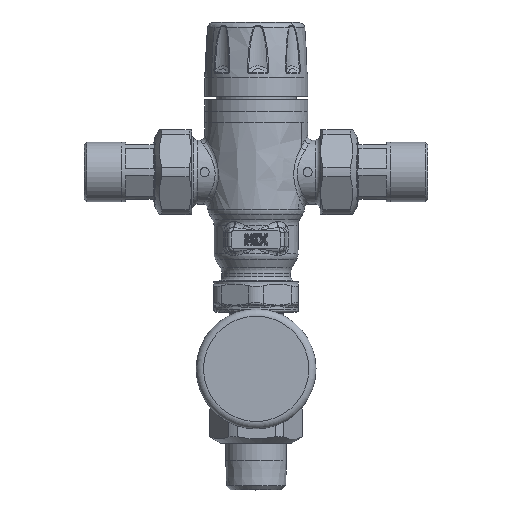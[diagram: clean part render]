
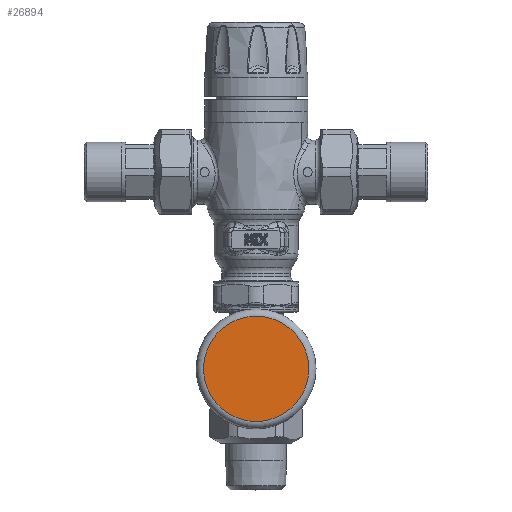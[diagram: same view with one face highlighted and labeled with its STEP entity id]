
A CAD part, top view. The second image highlights one B-rep face of the part: STEP entity #26894.
In plain terms, the highlighted planar face has unit normal (0, 0, 1).
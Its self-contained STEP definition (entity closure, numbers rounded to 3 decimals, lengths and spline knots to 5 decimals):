
#1697=PLANE('',#29988);
#3427=FACE_OUTER_BOUND('',#5215,.T.);
#5215=EDGE_LOOP('',(#23587));
#6728=CIRCLE('',#29982,0.905);
#12040=VERTEX_POINT('',#110213);
#15887=EDGE_CURVE('',#12040,#12040,#6728,.T.);
#23587=ORIENTED_EDGE('',*,*,#15887,.F.);
#26894=ADVANCED_FACE('',(#3427),#1697,.T.);
#29982=AXIS2_PLACEMENT_3D('',#110214,#36932,#36933);
#29988=AXIS2_PLACEMENT_3D('',#110224,#36945,#36946);
#36932=DIRECTION('center_axis',(0.,0.,-1.));
#36933=DIRECTION('ref_axis',(-1.,0.,0.));
#36945=DIRECTION('center_axis',(0.,0.,1.));
#36946=DIRECTION('ref_axis',(1.,0.,0.));
#110213=CARTESIAN_POINT('',(-0.905,0.,0.41));
#110214=CARTESIAN_POINT('Origin',(0.,0.,0.41));
#110224=CARTESIAN_POINT('Origin',(0.,0.,0.41));
